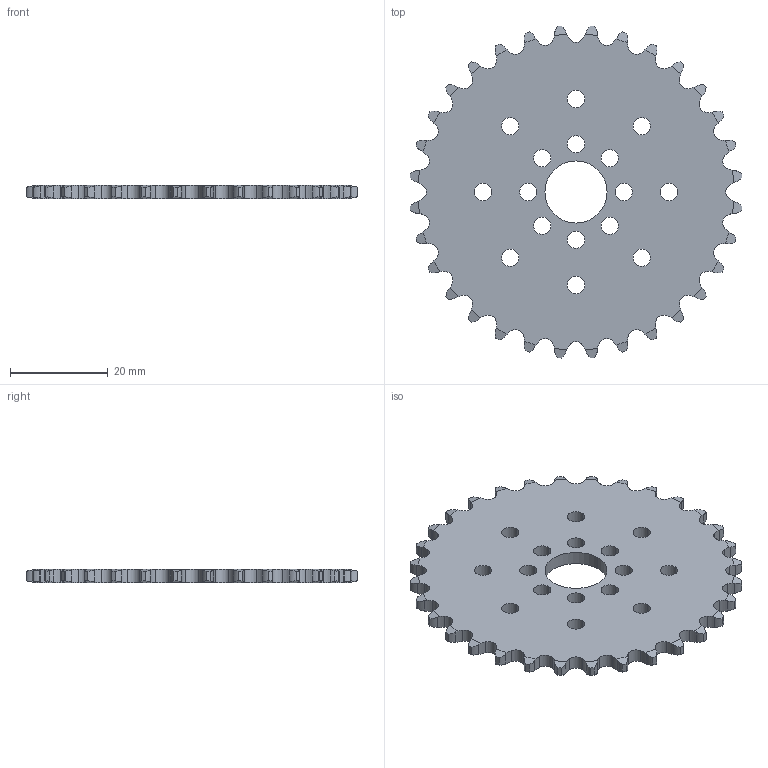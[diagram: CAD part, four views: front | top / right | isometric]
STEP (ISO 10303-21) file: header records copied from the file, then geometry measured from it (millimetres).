
FILE_DESCRIPTION (( 'STEP AP203' ), '1' );
FILE_NAME ('615114.STEP', '2014-07-22T18:51:38', ( 'Kyle' ), ( 'Microsoft' ), 'SwSTEP 2.0', 'SolidWorks 2014', '' );
FILE_SCHEMA (( 'CONFIG_CONTROL_DESIGN' ));
Length unit declared in the file: inch
Products named in the file (1): 615114
Bounding box: 68.02 x 68.02 x 2.79 mm (x, y, z)
Volume: 8237.3 mm3; surface area: 7375.5 mm2
Topology: 1 solids, 1 shells, 311 faces, 927 edges, 618 vertices
Faces by surface type: cylinder 245, cone 64, plane 2
Entity records: 11298 total; most frequent: CARTESIAN_POINT 2921, ORIENTED_EDGE 1854, DIRECTION 1689, EDGE_CURVE 927, AXIS2_PLACEMENT_3D 722, VERTEX_POINT 618, CIRCLE 410, EDGE_LOOP 345
